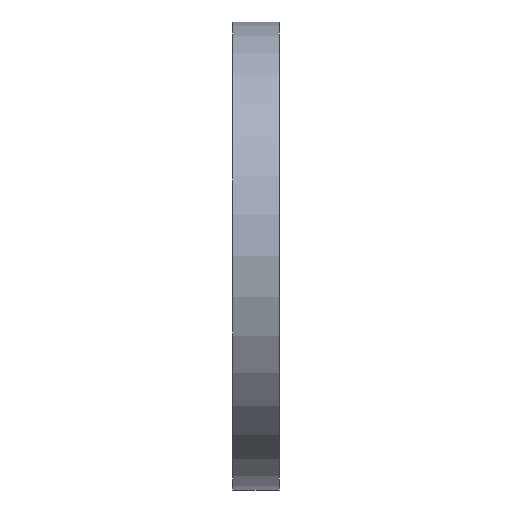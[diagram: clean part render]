
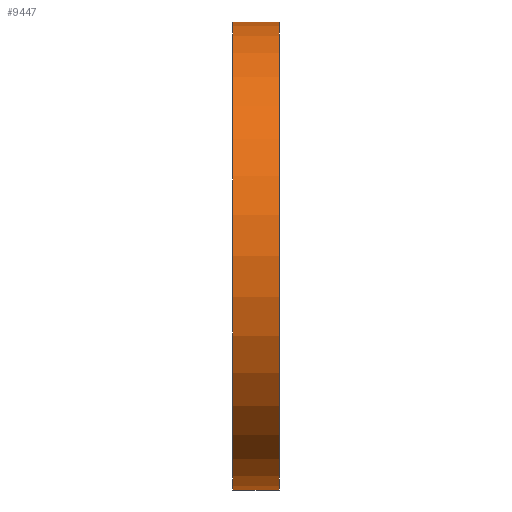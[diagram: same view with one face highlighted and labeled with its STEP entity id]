
A CAD part, left-side view. The second image highlights one B-rep face of the part: STEP entity #9447.
In plain terms, the highlighted cylindrical face has radius 50 mm (diameter 100 mm), a partial arc.
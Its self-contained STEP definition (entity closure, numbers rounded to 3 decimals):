
#321 = EDGE_CURVE ( 'NONE', #9534, #5415, #7828, .T. ) ;
#1432 = ORIENTED_EDGE ( 'NONE', *, *, #11675, .T. ) ;
#1474 = ORIENTED_EDGE ( 'NONE', *, *, #13265, .F. ) ;
#1550 = VECTOR ( 'NONE', #13308, 1000. ) ;
#2516 = DIRECTION ( 'NONE',  ( 0., 1., 0. ) ) ;
#3033 = ORIENTED_EDGE ( 'NONE', *, *, #321, .T. ) ;
#3045 = ORIENTED_EDGE ( 'NONE', *, *, #4196, .F. ) ;
#3183 = CARTESIAN_POINT ( 'NONE',  ( 0., 5., 0. ) ) ;
#3652 = DIRECTION ( 'NONE',  ( 0., 0., -1. ) ) ;
#4196 = EDGE_CURVE ( 'NONE', #9534, #8489, #7600, .T. ) ;
#4285 = DIRECTION ( 'NONE',  ( 0., 1., 0. ) ) ;
#4483 = CARTESIAN_POINT ( 'NONE',  ( 0., 5., 50. ) ) ;
#4982 = LINE ( 'NONE', #4483, #1550 ) ;
#5146 = AXIS2_PLACEMENT_3D ( 'NONE', #3183, #4285, #8758 ) ;
#5415 = VERTEX_POINT ( 'NONE', #8274 ) ;
#5938 = CARTESIAN_POINT ( 'NONE',  ( 0., 5., 0. ) ) ;
#5980 = DIRECTION ( 'NONE',  ( 0., -1., 0. ) ) ;
#6044 = CIRCLE ( 'NONE', #14058, 50. ) ;
#7600 = CIRCLE ( 'NONE', #5146, 50. ) ;
#7828 = LINE ( 'NONE', #10548, #13863 ) ;
#8274 = CARTESIAN_POINT ( 'NONE',  ( 0., -5., -50. ) ) ;
#8489 = VERTEX_POINT ( 'NONE', #10294 ) ;
#8502 = CARTESIAN_POINT ( 'NONE',  ( 0., -5., 50. ) ) ;
#8758 = DIRECTION ( 'NONE',  ( 0., 0., 1. ) ) ;
#9447 = ADVANCED_FACE ( 'NONE', ( #11424 ), #10722, .T. ) ;
#9470 = CARTESIAN_POINT ( 'NONE',  ( 0., 5., -50. ) ) ;
#9534 = VERTEX_POINT ( 'NONE', #9470 ) ;
#10294 = CARTESIAN_POINT ( 'NONE',  ( 0., 5., 50. ) ) ;
#10548 = CARTESIAN_POINT ( 'NONE',  ( 0., 5., -50. ) ) ;
#10562 = EDGE_LOOP ( 'NONE', ( #1474, #3045, #3033, #1432 ) ) ;
#10722 = CYLINDRICAL_SURFACE ( 'NONE', #11930, 50. ) ;
#11424 = FACE_OUTER_BOUND ( 'NONE', #10562, .T. ) ;
#11675 = EDGE_CURVE ( 'NONE', #5415, #12484, #6044, .T. ) ;
#11930 = AXIS2_PLACEMENT_3D ( 'NONE', #5938, #5980, #3652 ) ;
#12344 = DIRECTION ( 'NONE',  ( 0., 0., 1. ) ) ;
#12441 = CARTESIAN_POINT ( 'NONE',  ( 0., -5., 0. ) ) ;
#12484 = VERTEX_POINT ( 'NONE', #8502 ) ;
#13265 = EDGE_CURVE ( 'NONE', #8489, #12484, #4982, .T. ) ;
#13308 = DIRECTION ( 'NONE',  ( 0., -1., 0. ) ) ;
#13863 = VECTOR ( 'NONE', #13922, 1000. ) ;
#13922 = DIRECTION ( 'NONE',  ( 0., -1., 0. ) ) ;
#14058 = AXIS2_PLACEMENT_3D ( 'NONE', #12441, #2516, #12344 ) ;
